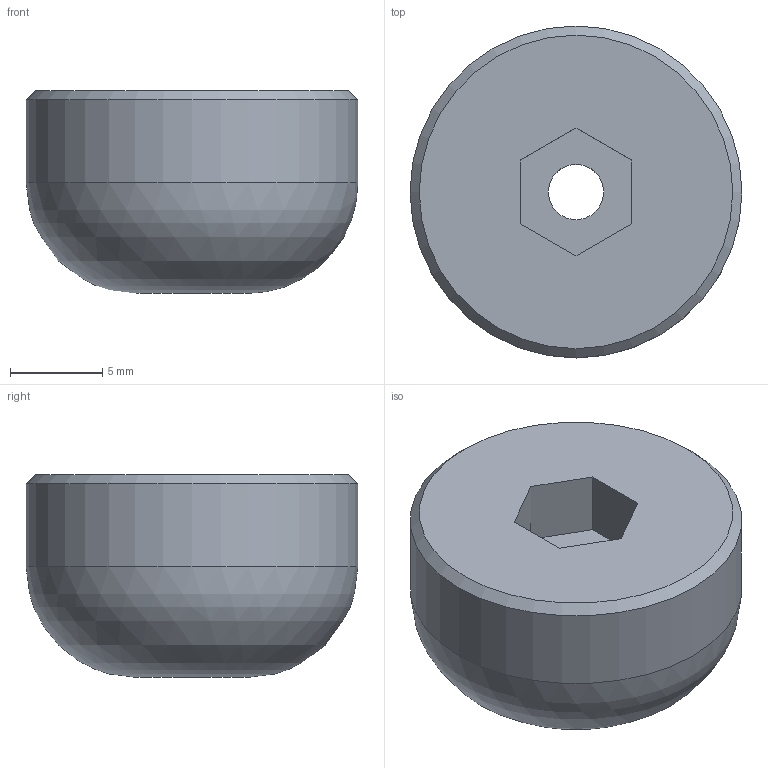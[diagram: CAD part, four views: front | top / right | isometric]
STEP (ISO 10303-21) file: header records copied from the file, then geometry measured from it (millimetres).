
FILE_DESCRIPTION(/* description */ (''),/* implementation_level */ '2;1');
FILE_NAME(/* name */ 'RFVplotter-PenLifterLockWheel.step',/* time_stamp */ '2022-10-01T14:01:43+02:00',/* author */ (''),/* organization */ (''),/* preprocessor_version */ 'ST-DEVELOPER v19',/* originating_system */ 'Autodesk Translation Framework v11.7.0.108',/* authorisation */ '');
FILE_SCHEMA (('AUTOMOTIVE_DESIGN { 1 0 10303 214 3 1 1 }'));
Length unit declared in the file: millimetre
Products named in the file (1): RFVplotter-PenLifterLockWheel
Bounding box: 18 x 18 x 11 mm (x, y, z)
Volume: 2194.3 mm3; surface area: 1109.9 mm2
Topology: 1 solids, 1 shells, 14 faces, 30 edges, 19 vertices
Faces by surface type: plane 9, cylinder 3, cone 1, bspline 1
Full cylindrical faces by diameter (mm): 3 x1, 6 x1, 18 x1
Entity records: 444 total; most frequent: CARTESIAN_POINT 90, DIRECTION 66, ORIENTED_EDGE 60, EDGE_CURVE 30, LINE 22, VECTOR 22, AXIS2_PLACEMENT_3D 22, VERTEX_POINT 19
